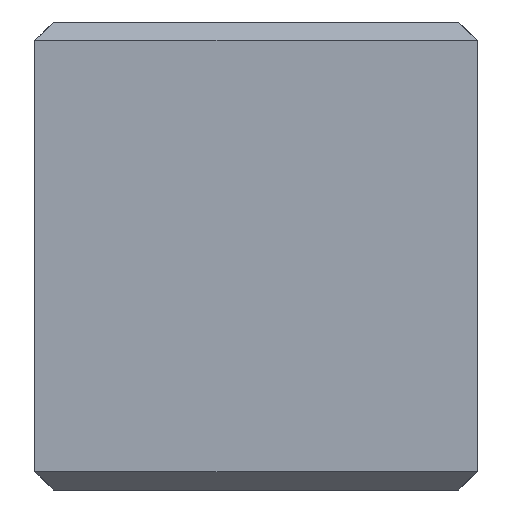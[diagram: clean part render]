
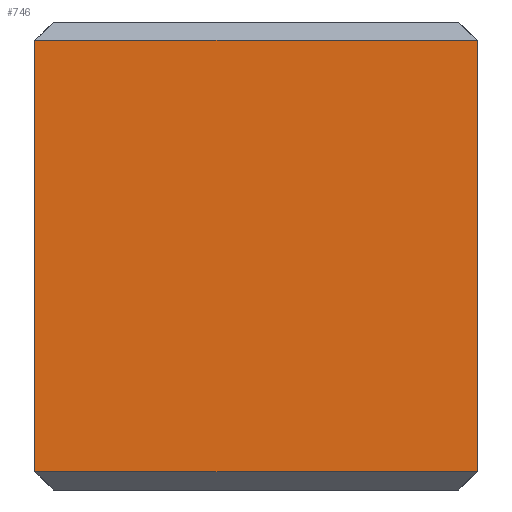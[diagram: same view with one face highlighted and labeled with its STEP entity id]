
A CAD part, left-side view. The second image highlights one B-rep face of the part: STEP entity #746.
In plain terms, the highlighted planar face has unit normal (-1, 0, 0).
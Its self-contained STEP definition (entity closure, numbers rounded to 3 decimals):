
#66 = EDGE_CURVE ( 'NONE', #2617, #1742, #3192, .T. ) ;
#114 = LINE ( 'NONE', #1848, #1774 ) ;
#164 = DIRECTION ( 'NONE',  ( 0., 0., -1. ) ) ;
#176 = LINE ( 'NONE', #372, #1895 ) ;
#252 = CARTESIAN_POINT ( 'NONE',  ( 0., 0., 12.7 ) ) ;
#285 = CARTESIAN_POINT ( 'NONE',  ( 0., 0., 12.2 ) ) ;
#315 = VERTEX_POINT ( 'NONE', #285 ) ;
#320 = FACE_OUTER_BOUND ( 'NONE', #2100, .T. ) ;
#372 = CARTESIAN_POINT ( 'NONE',  ( 0., 0., 0.5 ) ) ;
#388 = DIRECTION ( 'NONE',  ( 0., 1., 0. ) ) ;
#669 = EDGE_CURVE ( 'NONE', #315, #987, #1246, .T. ) ;
#746 = ADVANCED_FACE ( 'NONE', ( #320 ), #2829, .F. ) ;
#987 = VERTEX_POINT ( 'NONE', #2371 ) ;
#1009 = CARTESIAN_POINT ( 'NONE',  ( 0., 12., 12.2 ) ) ;
#1178 = CARTESIAN_POINT ( 'NONE',  ( 0., 12., 12.7 ) ) ;
#1246 = LINE ( 'NONE', #3212, #3270 ) ;
#1421 = DIRECTION ( 'NONE',  ( 0., 0., -1. ) ) ;
#1486 = EDGE_CURVE ( 'NONE', #1742, #987, #176, .T. ) ;
#1742 = VERTEX_POINT ( 'NONE', #2977 ) ;
#1774 = VECTOR ( 'NONE', #388, 1000. ) ;
#1789 = DIRECTION ( 'NONE',  ( 0., 0., -1. ) ) ;
#1848 = CARTESIAN_POINT ( 'NONE',  ( 0., 0., 12.2 ) ) ;
#1895 = VECTOR ( 'NONE', #2159, 1000. ) ;
#2100 = EDGE_LOOP ( 'NONE', ( #2469, #2633, #2758, #2716 ) ) ;
#2159 = DIRECTION ( 'NONE',  ( 0., -1., 0. ) ) ;
#2371 = CARTESIAN_POINT ( 'NONE',  ( 0., 0., 0.5 ) ) ;
#2428 = VECTOR ( 'NONE', #1421, 1000. ) ;
#2469 = ORIENTED_EDGE ( 'NONE', *, *, #66, .T. ) ;
#2577 = DIRECTION ( 'NONE',  ( 1., 0., 0. ) ) ;
#2617 = VERTEX_POINT ( 'NONE', #1009 ) ;
#2633 = ORIENTED_EDGE ( 'NONE', *, *, #1486, .T. ) ;
#2716 = ORIENTED_EDGE ( 'NONE', *, *, #2782, .T. ) ;
#2758 = ORIENTED_EDGE ( 'NONE', *, *, #669, .F. ) ;
#2782 = EDGE_CURVE ( 'NONE', #315, #2617, #114, .T. ) ;
#2798 = AXIS2_PLACEMENT_3D ( 'NONE', #252, #2577, #1789 ) ;
#2829 = PLANE ( 'NONE',  #2798 ) ;
#2977 = CARTESIAN_POINT ( 'NONE',  ( 0., 12., 0.5 ) ) ;
#3192 = LINE ( 'NONE', #1178, #2428 ) ;
#3212 = CARTESIAN_POINT ( 'NONE',  ( 0., 0., 12.7 ) ) ;
#3270 = VECTOR ( 'NONE', #164, 1000. ) ;
